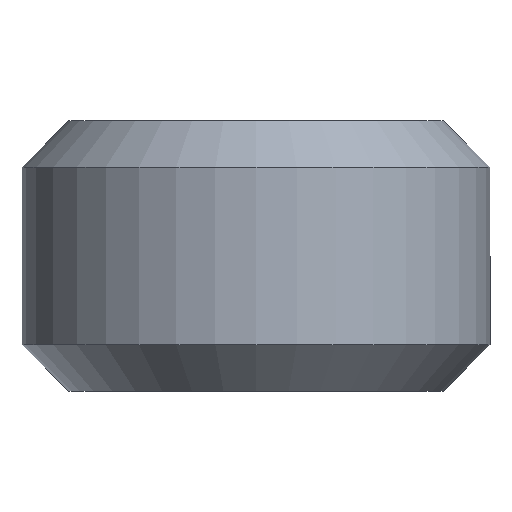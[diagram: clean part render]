
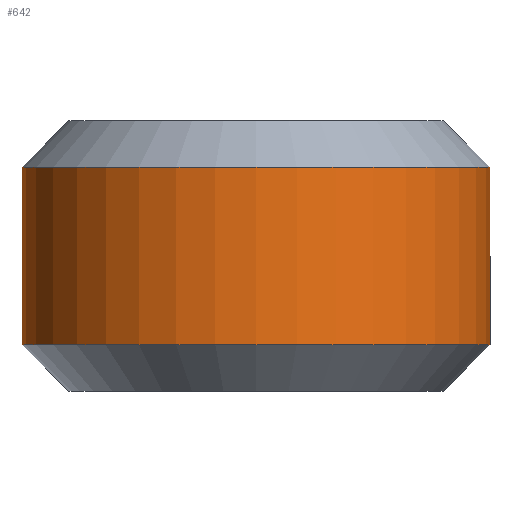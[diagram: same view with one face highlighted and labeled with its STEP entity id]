
A CAD part, front view. The second image highlights one B-rep face of the part: STEP entity #642.
In plain terms, the highlighted cylindrical face has radius 7.615 mm (diameter 15.23 mm), a partial arc.
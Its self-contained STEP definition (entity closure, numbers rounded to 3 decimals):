
#60 = VERTEX_POINT ( 'NONE', #124 ) ;
#64 = CYLINDRICAL_SURFACE ( 'NONE', #683, 7.615 ) ;
#122 = CARTESIAN_POINT ( 'NONE',  ( 0., 0., -2.89 ) ) ;
#124 = CARTESIAN_POINT ( 'NONE',  ( -7.615, 0., -2.89 ) ) ;
#156 = VERTEX_POINT ( 'NONE', #277 ) ;
#198 = AXIS2_PLACEMENT_3D ( 'NONE', #122, #604, #205 ) ;
#205 = DIRECTION ( 'NONE',  ( 1., 0., 0. ) ) ;
#221 = ORIENTED_EDGE ( 'NONE', *, *, #694, .F. ) ;
#222 = ORIENTED_EDGE ( 'NONE', *, *, #658, .T. ) ;
#227 = DIRECTION ( 'NONE',  ( 1., 0., 0. ) ) ;
#230 = CARTESIAN_POINT ( 'NONE',  ( 7.615, 0., 0. ) ) ;
#277 = CARTESIAN_POINT ( 'NONE',  ( -7.615, 0., 2.89 ) ) ;
#326 = EDGE_LOOP ( 'NONE', ( #221, #700, #222, #394 ) ) ;
#366 = DIRECTION ( 'NONE',  ( 0., 0., 1. ) ) ;
#385 = VECTOR ( 'NONE', #366, 1000. ) ;
#394 = ORIENTED_EDGE ( 'NONE', *, *, #508, .F. ) ;
#409 = CARTESIAN_POINT ( 'NONE',  ( 0., 0., 2.89 ) ) ;
#468 = DIRECTION ( 'NONE',  ( 1., 0., 0. ) ) ;
#497 = DIRECTION ( 'NONE',  ( 0., 0., 1. ) ) ;
#500 = VECTOR ( 'NONE', #497, 1000. ) ;
#503 = FACE_OUTER_BOUND ( 'NONE', #326, .T. ) ;
#508 = EDGE_CURVE ( 'NONE', #156, #597, #805, .T. ) ;
#529 = CIRCLE ( 'NONE', #198, 7.615 ) ;
#551 = VERTEX_POINT ( 'NONE', #785 ) ;
#555 = EDGE_CURVE ( 'NONE', #60, #551, #529, .T. ) ;
#572 = AXIS2_PLACEMENT_3D ( 'NONE', #409, #841, #468 ) ;
#597 = VERTEX_POINT ( 'NONE', #667 ) ;
#604 = DIRECTION ( 'NONE',  ( 0., 0., 1. ) ) ;
#642 = ADVANCED_FACE ( 'NONE', ( #503 ), #64, .T. ) ;
#658 = EDGE_CURVE ( 'NONE', #551, #597, #865, .T. ) ;
#667 = CARTESIAN_POINT ( 'NONE',  ( 7.615, 0., 2.89 ) ) ;
#671 = CARTESIAN_POINT ( 'NONE',  ( 0., 0., 0. ) ) ;
#683 = AXIS2_PLACEMENT_3D ( 'NONE', #671, #850, #227 ) ;
#694 = EDGE_CURVE ( 'NONE', #60, #156, #838, .T. ) ;
#700 = ORIENTED_EDGE ( 'NONE', *, *, #555, .T. ) ;
#785 = CARTESIAN_POINT ( 'NONE',  ( 7.615, 0., -2.89 ) ) ;
#805 = CIRCLE ( 'NONE', #572, 7.615 ) ;
#838 = LINE ( 'NONE', #873, #500 ) ;
#841 = DIRECTION ( 'NONE',  ( 0., 0., 1. ) ) ;
#850 = DIRECTION ( 'NONE',  ( 0., 0., 1. ) ) ;
#865 = LINE ( 'NONE', #230, #385 ) ;
#873 = CARTESIAN_POINT ( 'NONE',  ( -7.615, 0., 0. ) ) ;
